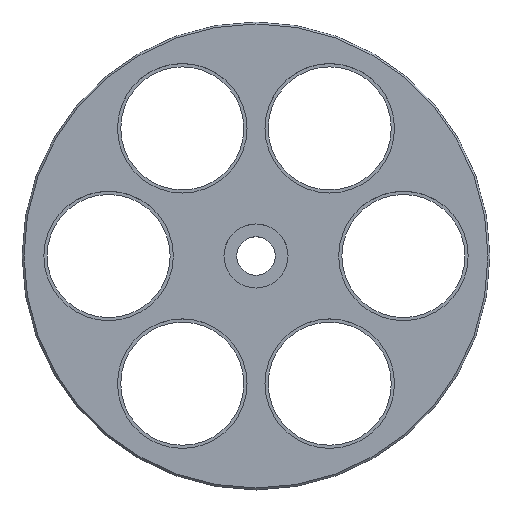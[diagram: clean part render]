
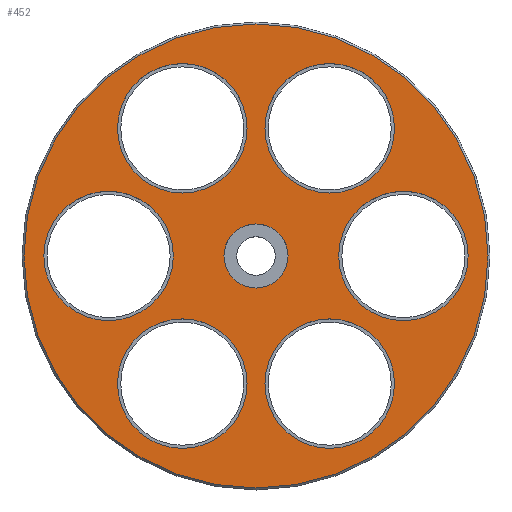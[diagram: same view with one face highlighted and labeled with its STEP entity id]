
A CAD part, top view. The second image highlights one B-rep face of the part: STEP entity #452.
In plain terms, the highlighted planar face has unit normal (0, 0, 1).
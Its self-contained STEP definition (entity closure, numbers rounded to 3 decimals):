
#15=FACE_BOUND('',#89,.T.);
#16=FACE_BOUND('',#90,.T.);
#17=FACE_BOUND('',#91,.T.);
#18=FACE_BOUND('',#92,.T.);
#19=FACE_BOUND('',#93,.T.);
#20=FACE_BOUND('',#94,.T.);
#21=FACE_BOUND('',#95,.T.);
#36=PLANE('',#501);
#62=FACE_OUTER_BOUND('',#88,.T.);
#88=EDGE_LOOP('',(#330));
#89=EDGE_LOOP('',(#331,#332));
#90=EDGE_LOOP('',(#333,#334));
#91=EDGE_LOOP('',(#335,#336));
#92=EDGE_LOOP('',(#337,#338));
#93=EDGE_LOOP('',(#339,#340));
#94=EDGE_LOOP('',(#341,#342));
#95=EDGE_LOOP('',(#343,#344));
#167=CIRCLE('',#497,36.2);
#170=CIRCLE('',#502,5.);
#171=CIRCLE('',#503,5.);
#172=CIRCLE('',#504,10.1);
#173=CIRCLE('',#505,10.1);
#174=CIRCLE('',#506,10.1);
#175=CIRCLE('',#507,10.1);
#176=CIRCLE('',#508,10.1);
#177=CIRCLE('',#509,10.1);
#178=CIRCLE('',#510,10.1);
#179=CIRCLE('',#511,10.1);
#180=CIRCLE('',#512,10.1);
#181=CIRCLE('',#513,10.1);
#182=CIRCLE('',#514,10.1);
#183=CIRCLE('',#515,10.1);
#213=VERTEX_POINT('',#733);
#216=VERTEX_POINT('',#743);
#217=VERTEX_POINT('',#744);
#218=VERTEX_POINT('',#747);
#219=VERTEX_POINT('',#748);
#220=VERTEX_POINT('',#751);
#221=VERTEX_POINT('',#752);
#222=VERTEX_POINT('',#755);
#223=VERTEX_POINT('',#756);
#224=VERTEX_POINT('',#759);
#225=VERTEX_POINT('',#760);
#226=VERTEX_POINT('',#763);
#227=VERTEX_POINT('',#764);
#228=VERTEX_POINT('',#767);
#229=VERTEX_POINT('',#768);
#259=EDGE_CURVE('',#213,#213,#167,.T.);
#264=EDGE_CURVE('',#216,#217,#170,.T.);
#265=EDGE_CURVE('',#217,#216,#171,.T.);
#266=EDGE_CURVE('',#218,#219,#172,.T.);
#267=EDGE_CURVE('',#219,#218,#173,.T.);
#268=EDGE_CURVE('',#220,#221,#174,.T.);
#269=EDGE_CURVE('',#221,#220,#175,.T.);
#270=EDGE_CURVE('',#222,#223,#176,.T.);
#271=EDGE_CURVE('',#223,#222,#177,.T.);
#272=EDGE_CURVE('',#224,#225,#178,.T.);
#273=EDGE_CURVE('',#225,#224,#179,.T.);
#274=EDGE_CURVE('',#226,#227,#180,.T.);
#275=EDGE_CURVE('',#227,#226,#181,.T.);
#276=EDGE_CURVE('',#228,#229,#182,.T.);
#277=EDGE_CURVE('',#229,#228,#183,.T.);
#330=ORIENTED_EDGE('',*,*,#259,.F.);
#331=ORIENTED_EDGE('',*,*,#264,.T.);
#332=ORIENTED_EDGE('',*,*,#265,.T.);
#333=ORIENTED_EDGE('',*,*,#266,.T.);
#334=ORIENTED_EDGE('',*,*,#267,.T.);
#335=ORIENTED_EDGE('',*,*,#268,.T.);
#336=ORIENTED_EDGE('',*,*,#269,.T.);
#337=ORIENTED_EDGE('',*,*,#270,.T.);
#338=ORIENTED_EDGE('',*,*,#271,.T.);
#339=ORIENTED_EDGE('',*,*,#272,.T.);
#340=ORIENTED_EDGE('',*,*,#273,.T.);
#341=ORIENTED_EDGE('',*,*,#274,.T.);
#342=ORIENTED_EDGE('',*,*,#275,.T.);
#343=ORIENTED_EDGE('',*,*,#276,.T.);
#344=ORIENTED_EDGE('',*,*,#277,.T.);
#452=ADVANCED_FACE('',(#62,#15,#16,#17,#18,#19,#20,#21),#36,.T.);
#497=AXIS2_PLACEMENT_3D('',#734,#572,#573);
#501=AXIS2_PLACEMENT_3D('',#742,#582,#583);
#502=AXIS2_PLACEMENT_3D('',#745,#584,#585);
#503=AXIS2_PLACEMENT_3D('',#746,#586,#587);
#504=AXIS2_PLACEMENT_3D('',#749,#588,#589);
#505=AXIS2_PLACEMENT_3D('',#750,#590,#591);
#506=AXIS2_PLACEMENT_3D('',#753,#592,#593);
#507=AXIS2_PLACEMENT_3D('',#754,#594,#595);
#508=AXIS2_PLACEMENT_3D('',#757,#596,#597);
#509=AXIS2_PLACEMENT_3D('',#758,#598,#599);
#510=AXIS2_PLACEMENT_3D('',#761,#600,#601);
#511=AXIS2_PLACEMENT_3D('',#762,#602,#603);
#512=AXIS2_PLACEMENT_3D('',#765,#604,#605);
#513=AXIS2_PLACEMENT_3D('',#766,#606,#607);
#514=AXIS2_PLACEMENT_3D('',#769,#608,#609);
#515=AXIS2_PLACEMENT_3D('',#770,#610,#611);
#572=DIRECTION('center_axis',(0.,0.,-1.));
#573=DIRECTION('ref_axis',(-1.,0.,0.));
#582=DIRECTION('center_axis',(0.,0.,1.));
#583=DIRECTION('ref_axis',(1.,0.,0.));
#584=DIRECTION('center_axis',(0.,0.,-1.));
#585=DIRECTION('ref_axis',(1.,0.,0.));
#586=DIRECTION('center_axis',(0.,0.,-1.));
#587=DIRECTION('ref_axis',(1.,0.,0.));
#588=DIRECTION('center_axis',(0.,0.,-1.));
#589=DIRECTION('ref_axis',(1.,0.,0.));
#590=DIRECTION('center_axis',(0.,0.,-1.));
#591=DIRECTION('ref_axis',(1.,0.,0.));
#592=DIRECTION('center_axis',(0.,0.,-1.));
#593=DIRECTION('ref_axis',(1.,0.,0.));
#594=DIRECTION('center_axis',(0.,0.,-1.));
#595=DIRECTION('ref_axis',(1.,0.,0.));
#596=DIRECTION('center_axis',(0.,0.,-1.));
#597=DIRECTION('ref_axis',(1.,0.,0.));
#598=DIRECTION('center_axis',(0.,0.,-1.));
#599=DIRECTION('ref_axis',(1.,0.,0.));
#600=DIRECTION('center_axis',(0.,0.,-1.));
#601=DIRECTION('ref_axis',(1.,0.,0.));
#602=DIRECTION('center_axis',(0.,0.,-1.));
#603=DIRECTION('ref_axis',(1.,0.,0.));
#604=DIRECTION('center_axis',(0.,0.,-1.));
#605=DIRECTION('ref_axis',(1.,0.,0.));
#606=DIRECTION('center_axis',(0.,0.,-1.));
#607=DIRECTION('ref_axis',(1.,0.,0.));
#608=DIRECTION('center_axis',(0.,0.,-1.));
#609=DIRECTION('ref_axis',(1.,0.,0.));
#610=DIRECTION('center_axis',(0.,0.,-1.));
#611=DIRECTION('ref_axis',(1.,0.,0.));
#733=CARTESIAN_POINT('',(36.2,0.,7.5));
#734=CARTESIAN_POINT('Origin',(0.,0.,7.5));
#742=CARTESIAN_POINT('Origin',(0.,0.,7.5));
#743=CARTESIAN_POINT('',(5.,0.,7.5));
#744=CARTESIAN_POINT('',(-5.,0.,7.5));
#745=CARTESIAN_POINT('Origin',(0.,0.,7.5));
#746=CARTESIAN_POINT('Origin',(0.,0.,7.5));
#747=CARTESIAN_POINT('',(21.6,-19.919,7.5));
#748=CARTESIAN_POINT('',(1.4,-19.919,7.5));
#749=CARTESIAN_POINT('Origin',(11.5,-19.919,7.5));
#750=CARTESIAN_POINT('Origin',(11.5,-19.919,7.5));
#751=CARTESIAN_POINT('',(-12.9,0.,7.5));
#752=CARTESIAN_POINT('',(-33.1,0.,7.5));
#753=CARTESIAN_POINT('Origin',(-23.,0.,7.5));
#754=CARTESIAN_POINT('Origin',(-23.,0.,7.5));
#755=CARTESIAN_POINT('',(21.6,19.919,7.5));
#756=CARTESIAN_POINT('',(1.4,19.919,7.5));
#757=CARTESIAN_POINT('Origin',(11.5,19.919,7.5));
#758=CARTESIAN_POINT('Origin',(11.5,19.919,7.5));
#759=CARTESIAN_POINT('',(33.1,0.,7.5));
#760=CARTESIAN_POINT('',(12.9,0.,7.5));
#761=CARTESIAN_POINT('Origin',(23.,0.,7.5));
#762=CARTESIAN_POINT('Origin',(23.,0.,7.5));
#763=CARTESIAN_POINT('',(-1.4,19.919,7.5));
#764=CARTESIAN_POINT('',(-21.6,19.919,7.5));
#765=CARTESIAN_POINT('Origin',(-11.5,19.919,7.5));
#766=CARTESIAN_POINT('Origin',(-11.5,19.919,7.5));
#767=CARTESIAN_POINT('',(-1.4,-19.919,7.5));
#768=CARTESIAN_POINT('',(-21.6,-19.919,7.5));
#769=CARTESIAN_POINT('Origin',(-11.5,-19.919,7.5));
#770=CARTESIAN_POINT('Origin',(-11.5,-19.919,7.5));
